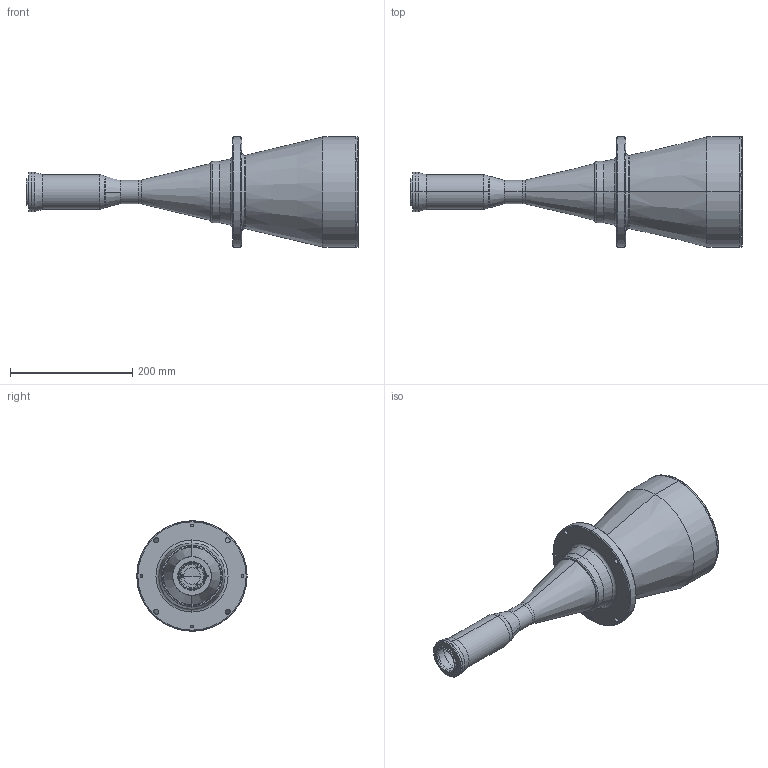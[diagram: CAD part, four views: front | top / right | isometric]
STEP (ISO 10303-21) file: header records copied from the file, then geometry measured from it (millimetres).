
FILE_DESCRIPTION (( 'STEP AP214' ), '1' );
FILE_NAME ('TC16M120.STEP', '2011-10-21T09:41:48', ( '--' ), ( '' ), 'SwSTEP 2.0', 'SolidWorks 2011', '' );
FILE_SCHEMA (( 'AUTOMOTIVE_DESIGN' ));
Length unit declared in the file: millimetre
Products named in the file (1): TC16M120
Bounding box: 542.44 x 180.2 x 180.2 mm (x, y, z)
Surface area: 265304.9 mm2 (no closed solid volume)
Topology: 0 solids, 11 shells, 162 faces, 449 edges, 301 vertices
Faces by surface type: cylinder 88, plane 35, cone 24, torus 13, sphere 2
Entity records: 7214 total; most frequent: DIRECTION 1033, CARTESIAN_POINT 1009, ORIENTED_EDGE 804, EDGE_CURVE 449, AXIS2_PLACEMENT_3D 433, VERTEX_POINT 301, CIRCLE 270, EDGE_LOOP 213
